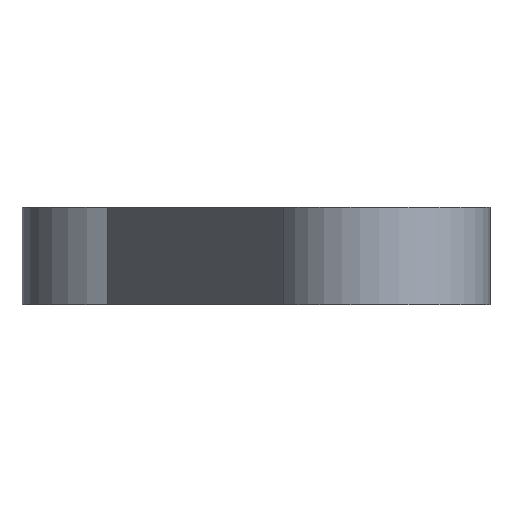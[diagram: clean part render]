
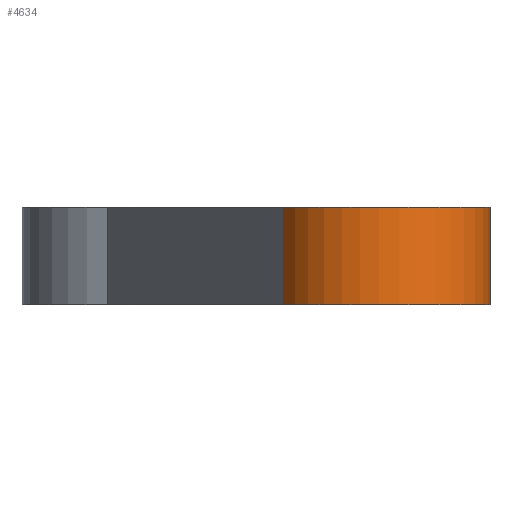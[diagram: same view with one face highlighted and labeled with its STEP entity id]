
A CAD part, left-side view. The second image highlights one B-rep face of the part: STEP entity #4634.
In plain terms, the highlighted cylindrical face has radius 51 mm (diameter 102 mm), a partial arc.
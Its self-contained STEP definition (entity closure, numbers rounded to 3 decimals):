
#23=CARTESIAN_POINT('',(-175.,-100.,-22.5));
#24=DIRECTION('',(0.,0.,1.));
#25=DIRECTION('',(-0.5,0.866,0.));
#26=AXIS2_PLACEMENT_3D('',#23,#24,#25);
#110=DIRECTION('',(0.,0.,1.));
#111=VECTOR('',#110,45.);
#112=CARTESIAN_POINT('',(-166.144,-150.225,-22.5));
#113=LINE('',#112,#111);
#169=CARTESIAN_POINT('',(-175.,-100.,22.5));
#170=DIRECTION('',(0.,0.,1.));
#171=DIRECTION('',(-0.5,0.866,0.));
#172=AXIS2_PLACEMENT_3D('',#169,#170,#171);
#1100=DIRECTION('',(0.,0.,1.));
#1101=VECTOR('',#1100,45.);
#1102=CARTESIAN_POINT('',(-200.5,-55.833,-22.5));
#1103=LINE('',#1102,#1101);
#2853=CARTESIAN_POINT('',(-200.5,-55.833,-22.5));
#2855=VERTEX_POINT('',#2853);
#2856=CARTESIAN_POINT('',(-166.144,-150.225,-22.5));
#2857=VERTEX_POINT('',#2856);
#2859=CARTESIAN_POINT('',(-200.5,-55.833,22.5));
#2861=VERTEX_POINT('',#2859);
#2862=CARTESIAN_POINT('',(-166.144,-150.225,22.5));
#2863=VERTEX_POINT('',#2862);
#4623=CARTESIAN_POINT('',(-175.,-100.,-22.5));
#4624=DIRECTION('',(0.,0.,1.));
#4625=DIRECTION('',(1.,0.,0.));
#4626=AXIS2_PLACEMENT_3D('',#4623,#4624,#4625);
#4627=CYLINDRICAL_SURFACE('',#4626,51.);
#4628=ORIENTED_EDGE('',*,*,#3797,.F.);
#4629=ORIENTED_EDGE('',*,*,#4618,.T.);
#4630=ORIENTED_EDGE('',*,*,#3910,.T.);
#4631=ORIENTED_EDGE('',*,*,#3876,.F.);
#4632=EDGE_LOOP('',(#4628,#4629,#4630,#4631));
#4633=FACE_OUTER_BOUND('',#4632,.F.);
#4634=ADVANCED_FACE('',(#4633),#4627,.T.);
#27=CIRCLE('',#26,51.);
#173=CIRCLE('',#172,51.);
#3797=EDGE_CURVE('',#2855,#2857,#27,.T.);
#3876=EDGE_CURVE('',#2857,#2863,#113,.T.);
#3910=EDGE_CURVE('',#2861,#2863,#173,.T.);
#4618=EDGE_CURVE('',#2855,#2861,#1103,.T.);
